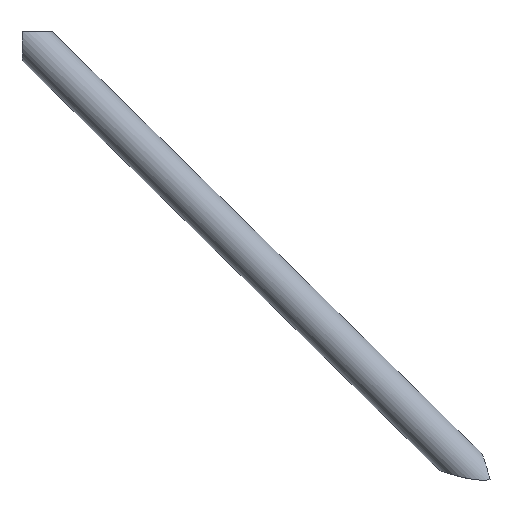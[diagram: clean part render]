
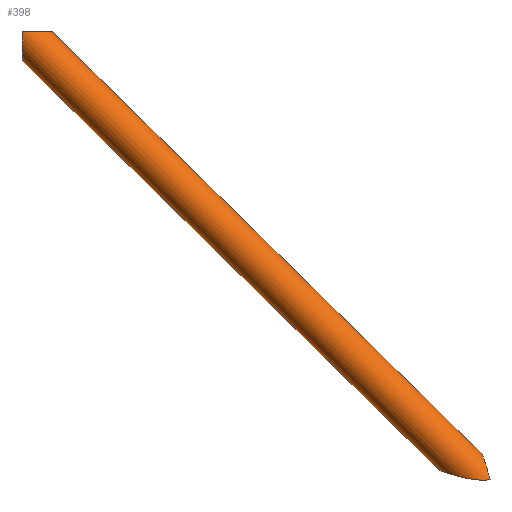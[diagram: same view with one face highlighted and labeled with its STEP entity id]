
A CAD part, top view. The second image highlights one B-rep face of the part: STEP entity #398.
In plain terms, the highlighted cylindrical face has radius 7.5 mm (diameter 15 mm), a partial arc.
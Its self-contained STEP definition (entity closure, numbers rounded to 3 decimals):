
#62=CARTESIAN_POINT('Vertex',(-334.51,-161.585,-56.325)) ;
#68=CARTESIAN_POINT('Control Point',(-334.51,-161.585,-56.325)) ;
#69=CARTESIAN_POINT('Control Point',(-335.338,-161.706,-56.044)) ;
#70=CARTESIAN_POINT('Control Point',(-336.207,-161.771,-55.861)) ;
#71=CARTESIAN_POINT('Control Point',(-337.09,-161.775,-55.758)) ;
#72=CARTESIAN_POINT('Control Point',(-339.448,-161.663,-55.645)) ;
#73=CARTESIAN_POINT('Control Point',(-341.778,-161.283,-55.896)) ;
#74=CARTESIAN_POINT('Control Point',(-343.202,-160.983,-56.148)) ;
#75=CARTESIAN_POINT('Control Point',(-345.657,-160.385,-56.755)) ;
#76=CARTESIAN_POINT('Control Point',(-347.98,-159.716,-57.7)) ;
#77=CARTESIAN_POINT('Control Point',(-348.945,-159.424,-58.178)) ;
#78=CARTESIAN_POINT('Control Point',(-350.301,-158.997,-58.998)) ;
#79=CARTESIAN_POINT('Control Point',(-351.444,-158.626,-60.096)) ;
#80=CARTESIAN_POINT('Control Point',(-351.776,-158.517,-60.474)) ;
#81=CARTESIAN_POINT('Control Point',(-352.256,-158.359,-61.159)) ;
#82=CARTESIAN_POINT('Control Point',(-352.565,-158.259,-61.94)) ;
#83=CARTESIAN_POINT('Control Point',(-352.654,-158.231,-62.264)) ;
#84=CARTESIAN_POINT('Control Point',(-352.703,-158.216,-62.596)) ;
#85=CARTESIAN_POINT('Control Point',(-352.711,-158.216,-62.93)) ;
#86=CARTESIAN_POINT('Vertex',(-352.711,-158.216,-62.93)) ;
#167=CARTESIAN_POINT('Control Point',(-352.711,-158.216,-62.93)) ;
#168=CARTESIAN_POINT('Control Point',(-352.712,-158.216,-62.97)) ;
#169=CARTESIAN_POINT('Control Point',(-352.712,-158.216,-63.009)) ;
#170=CARTESIAN_POINT('Control Point',(-352.712,-158.216,-63.049)) ;
#171=CARTESIAN_POINT('Vertex',(-352.712,-158.216,-63.049)) ;
#268=CARTESIAN_POINT('Vertex',(-337.48,-152.149,-63.142)) ;
#272=CARTESIAN_POINT('Control Point',(-337.48,-152.149,-63.142)) ;
#273=CARTESIAN_POINT('Control Point',(-337.47,-152.159,-62.822)) ;
#274=CARTESIAN_POINT('Control Point',(-337.448,-152.205,-62.503)) ;
#275=CARTESIAN_POINT('Control Point',(-337.413,-152.286,-62.193)) ;
#276=CARTESIAN_POINT('Control Point',(-337.316,-152.527,-61.55)) ;
#277=CARTESIAN_POINT('Control Point',(-337.181,-152.882,-60.968)) ;
#278=CARTESIAN_POINT('Control Point',(-337.101,-153.099,-60.676)) ;
#279=CARTESIAN_POINT('Control Point',(-336.9,-153.648,-60.033)) ;
#280=CARTESIAN_POINT('Control Point',(-336.675,-154.28,-59.479)) ;
#281=CARTESIAN_POINT('Control Point',(-336.542,-154.66,-59.187)) ;
#282=CARTESIAN_POINT('Control Point',(-336.215,-155.612,-58.535)) ;
#283=CARTESIAN_POINT('Control Point',(-335.881,-156.63,-57.993)) ;
#284=CARTESIAN_POINT('Control Point',(-335.687,-157.241,-57.708)) ;
#285=CARTESIAN_POINT('Control Point',(-335.315,-158.455,-57.205)) ;
#286=CARTESIAN_POINT('Control Point',(-334.965,-159.71,-56.798)) ;
#287=CARTESIAN_POINT('Control Point',(-334.802,-160.327,-56.62)) ;
#288=CARTESIAN_POINT('Control Point',(-334.649,-160.952,-56.462)) ;
#289=CARTESIAN_POINT('Control Point',(-334.51,-161.585,-56.325)) ;
#325=CARTESIAN_POINT('Axis2P3D Location',(-415.336,-86.235,-61.719)) ;
#331=CARTESIAN_POINT('Control Point',(-503.041,0.,-52.498)) ;
#332=CARTESIAN_POINT('Control Point',(-503.041,-0.196,-52.498)) ;
#333=CARTESIAN_POINT('Control Point',(-503.041,-0.393,-52.501)) ;
#334=CARTESIAN_POINT('Control Point',(-503.041,-0.55,-52.507)) ;
#335=CARTESIAN_POINT('Control Point',(-503.042,-0.825,-52.519)) ;
#336=CARTESIAN_POINT('Control Point',(-503.042,-1.1,-52.538)) ;
#337=CARTESIAN_POINT('Control Point',(-503.042,-1.257,-52.549)) ;
#338=CARTESIAN_POINT('Control Point',(-503.045,-3.094,-52.726)) ;
#339=CARTESIAN_POINT('Control Point',(-503.055,-4.899,-53.195)) ;
#340=CARTESIAN_POINT('Control Point',(-503.068,-6.453,-53.858)) ;
#341=CARTESIAN_POINT('Control Point',(-503.096,-8.594,-55.304)) ;
#342=CARTESIAN_POINT('Control Point',(-503.137,-9.962,-57.417)) ;
#343=CARTESIAN_POINT('Control Point',(-503.153,-10.309,-58.209)) ;
#344=CARTESIAN_POINT('Control Point',(-503.169,-10.491,-59.049)) ;
#345=CARTESIAN_POINT('Control Point',(-503.186,-10.507,-59.893)) ;
#346=CARTESIAN_POINT('Vertex',(-503.041,0.,-52.498)) ;
#348=CARTESIAN_POINT('Vertex',(-503.186,-10.507,-59.893)) ;
#352=CARTESIAN_POINT('Control Point',(-503.19,-10.507,-60.099)) ;
#353=CARTESIAN_POINT('Control Point',(-503.189,-10.509,-60.03)) ;
#354=CARTESIAN_POINT('Control Point',(-503.187,-10.509,-59.962)) ;
#355=CARTESIAN_POINT('Control Point',(-503.186,-10.507,-59.893)) ;
#356=CARTESIAN_POINT('Vertex',(-503.19,-10.507,-60.099)) ;
#359=CARTESIAN_POINT('Line Origine',(-420.59,-91.588,-61.719)) ;
#364=CARTESIAN_POINT('Line Origine',(-410.082,-80.883,-61.719)) ;
#368=CARTESIAN_POINT('Vertex',(-492.481,0.,-60.103)) ;
#372=CARTESIAN_POINT('Control Point',(-503.041,0.,-52.498)) ;
#373=CARTESIAN_POINT('Control Point',(-502.841,0.,-52.501)) ;
#374=CARTESIAN_POINT('Control Point',(-502.641,0.,-52.509)) ;
#375=CARTESIAN_POINT('Control Point',(-502.481,0.,-52.518)) ;
#376=CARTESIAN_POINT('Control Point',(-502.201,0.,-52.536)) ;
#377=CARTESIAN_POINT('Control Point',(-501.921,0.,-52.56)) ;
#378=CARTESIAN_POINT('Control Point',(-501.762,0.,-52.574)) ;
#379=CARTESIAN_POINT('Control Point',(-499.905,0.,-52.786)) ;
#380=CARTESIAN_POINT('Control Point',(-498.086,0.,-53.287)) ;
#381=CARTESIAN_POINT('Control Point',(-496.528,0.,-53.971)) ;
#382=CARTESIAN_POINT('Control Point',(-494.371,0.,-55.446)) ;
#383=CARTESIAN_POINT('Control Point',(-493.,0.,-57.591)) ;
#384=CARTESIAN_POINT('Control Point',(-492.655,0.,-58.396)) ;
#385=CARTESIAN_POINT('Control Point',(-492.481,0.,-59.25)) ;
#386=CARTESIAN_POINT('Control Point',(-492.481,0.,-60.103)) ;
#326=DIRECTION('Axis2P3D Direction',(0.714,-0.7,-0.014)) ;
#327=DIRECTION('Axis2P3D XDirection',(0.701,0.714,0.)) ;
#360=DIRECTION('Vector Direction',(0.714,-0.7,-0.014)) ;
#365=DIRECTION('Vector Direction',(0.714,-0.7,-0.014)) ;
#328=AXIS2_PLACEMENT_3D('Cylinder Axis2P3D',#325,#326,#327) ;
#389=ORIENTED_EDGE('',*,*,#350,.T.) ;
#390=ORIENTED_EDGE('',*,*,#358,.F.) ;
#391=ORIENTED_EDGE('',*,*,#363,.T.) ;
#392=ORIENTED_EDGE('',*,*,#173,.F.) ;
#393=ORIENTED_EDGE('',*,*,#88,.F.) ;
#394=ORIENTED_EDGE('',*,*,#290,.F.) ;
#395=ORIENTED_EDGE('',*,*,#370,.F.) ;
#396=ORIENTED_EDGE('',*,*,#387,.F.) ;
#361=VECTOR('Line Direction',#360,1.) ;
#366=VECTOR('Line Direction',#365,1.) ;
#398=ADVANCED_FACE('Corps principal',(#397),#329,.T.) ;
#67=B_SPLINE_CURVE_WITH_KNOTS('',5,(#68,#69,#70,#71,#72,#73,#74,#75,#76,#77,#78,#79,#80,#81,#82,#83,#84,#85),.UNSPECIFIED.,.F.,.U.,(6,3,3,3,3,6),(13.157,19.398,29.826,37.713,41.308,43.667),.UNSPECIFIED.) ;
#166=B_SPLINE_CURVE_WITH_KNOTS('',3,(#167,#168,#169,#170),.UNSPECIFIED.,.F.,.U.,(4,4),(0.,0.169),.UNSPECIFIED.) ;
#271=B_SPLINE_CURVE_WITH_KNOTS('',5,(#272,#273,#274,#275,#276,#277,#278,#279,#280,#281,#282,#283,#284,#285,#286,#287,#288,#289),.UNSPECIFIED.,.F.,.U.,(6,3,3,3,3,6),(0.,2.265,4.884,8.396,13.358,18.042),.UNSPECIFIED.) ;
#330=B_SPLINE_CURVE_WITH_KNOTS('',5,(#331,#332,#333,#334,#335,#336,#337,#338,#339,#340,#341,#342,#343,#344,#345),.UNSPECIFIED.,.F.,.U.,(6,3,3,3,6),(0.,1.389,2.778,14.443,20.411),.UNSPECIFIED.) ;
#351=B_SPLINE_CURVE_WITH_KNOTS('',3,(#352,#353,#354,#355),.UNSPECIFIED.,.F.,.U.,(4,4),(0.,0.291),.UNSPECIFIED.) ;
#371=B_SPLINE_CURVE_WITH_KNOTS('',5,(#372,#373,#374,#375,#376,#377,#378,#379,#380,#381,#382,#383,#384,#385,#386),.UNSPECIFIED.,.F.,.U.,(6,3,3,3,6),(0.,1.415,2.83,14.626,20.661),.UNSPECIFIED.) ;
#329=CYLINDRICAL_SURFACE('generated cylinder',#328,7.5) ;
#88=EDGE_CURVE('',#63,#87,#67,.T.) ;
#173=EDGE_CURVE('',#87,#172,#166,.T.) ;
#290=EDGE_CURVE('',#269,#63,#271,.T.) ;
#350=EDGE_CURVE('',#347,#349,#330,.T.) ;
#358=EDGE_CURVE('',#357,#349,#351,.T.) ;
#363=EDGE_CURVE('',#357,#172,#362,.T.) ;
#370=EDGE_CURVE('',#369,#269,#367,.T.) ;
#387=EDGE_CURVE('',#347,#369,#371,.T.) ;
#388=EDGE_LOOP('',(#389,#390,#391,#392,#393,#394,#395,#396)) ;
#397=FACE_OUTER_BOUND('',#388,.T.) ;
#362=LINE('Line',#359,#361) ;
#367=LINE('Line',#364,#366) ;
#63=VERTEX_POINT('',#62) ;
#87=VERTEX_POINT('',#86) ;
#172=VERTEX_POINT('',#171) ;
#269=VERTEX_POINT('',#268) ;
#347=VERTEX_POINT('',#346) ;
#349=VERTEX_POINT('',#348) ;
#357=VERTEX_POINT('',#356) ;
#369=VERTEX_POINT('',#368) ;
